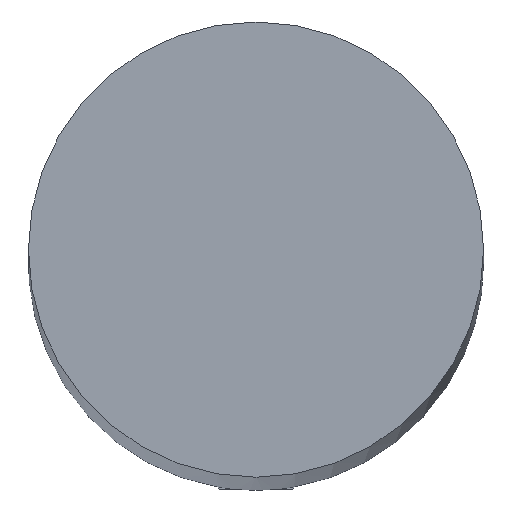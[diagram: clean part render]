
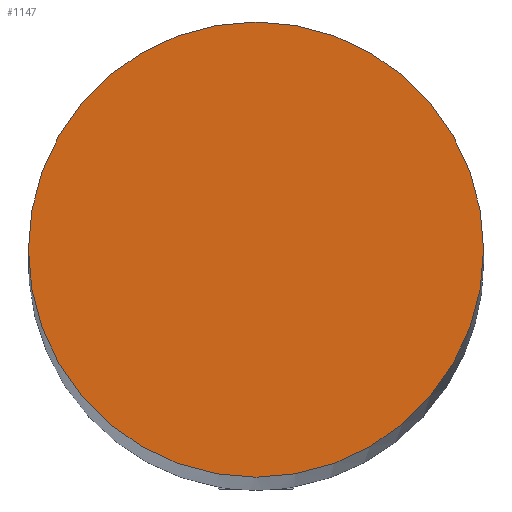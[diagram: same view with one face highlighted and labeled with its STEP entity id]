
A CAD part, top view. The second image highlights one B-rep face of the part: STEP entity #1147.
In plain terms, the highlighted planar face has unit normal (0, 0, 1).
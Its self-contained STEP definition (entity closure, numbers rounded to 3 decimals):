
#948=PLANE('',#3163);
#1026=FACE_OUTER_BOUND('',#1466,.T.);
#1147=ADVANCED_FACE('',(#1026),#948,.T.);
#1466=EDGE_LOOP('',(#1662));
#1662=ORIENTED_EDGE('',*,*,#2598,.T.);
#2361=VERTEX_POINT('',#4214);
#2598=EDGE_CURVE('',#2361,#2361,#2954,.T.);
#2954=CIRCLE('',#3149,40.);
#3149=AXIS2_PLACEMENT_3D('',#4213,#3446,#3447);
#3163=AXIS2_PLACEMENT_3D('',#4240,#3474,#3475);
#3446=DIRECTION('',(0.,0.,1.));
#3447=DIRECTION('',(1.,0.,0.));
#3474=DIRECTION('',(0.,0.,1.));
#3475=DIRECTION('',(1.,0.,0.));
#4213=CARTESIAN_POINT('',(0.,0.,50.));
#4214=CARTESIAN_POINT('',(40.,0.,50.));
#4240=CARTESIAN_POINT('',(0.,0.,50.));
